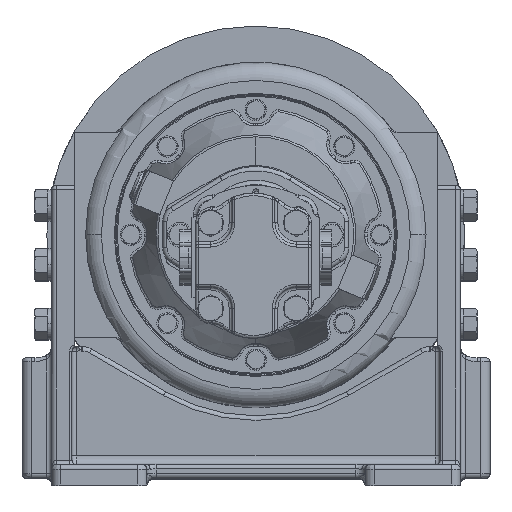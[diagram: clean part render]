
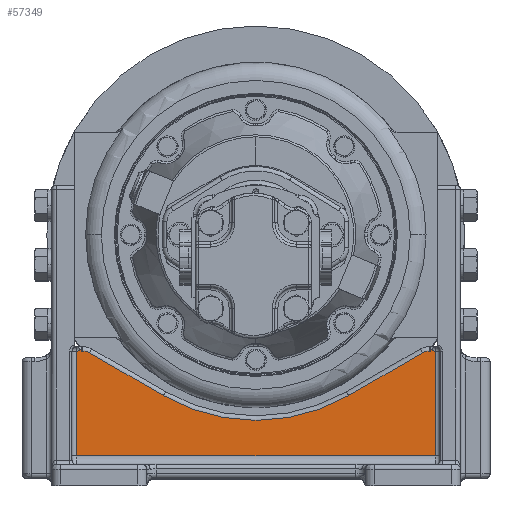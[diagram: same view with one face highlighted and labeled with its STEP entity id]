
A CAD part, top view. The second image highlights one B-rep face of the part: STEP entity #57349.
In plain terms, the highlighted planar face has unit normal (0, 0, 1).
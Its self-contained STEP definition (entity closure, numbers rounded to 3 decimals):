
#43337=DIRECTION('',(0.,1.,0.));
#43338=VECTOR('',#43337,2.875);
#43339=CARTESIAN_POINT('',(-4.933,-6.07,-1.11));
#43340=LINE('',#43339,#43338);
#43682=DIRECTION('',(-1.,0.,0.));
#43683=VECTOR('',#43682,9.875);
#43684=CARTESIAN_POINT('',(4.943,-6.07,-1.11));
#43685=LINE('',#43684,#43683);
#43731=CARTESIAN_POINT('',(4.943,-3.008,-1.11));
#43732=DIRECTION('',(0.,0.,-1.));
#43733=DIRECTION('',(0.,-1.,0.));
#43734=AXIS2_PLACEMENT_3D('',#43731,#43732,#43733);
#43736=CARTESIAN_POINT('',(-4.933,-3.008,-1.11));
#43737=DIRECTION('',(0.,0.,-1.));
#43738=DIRECTION('',(0.552,-0.834,0.));
#43739=AXIS2_PLACEMENT_3D('',#43736,#43737,#43738);
#43741=CARTESIAN_POINT('',(-4.762,-3.57,-1.11));
#43742=DIRECTION('',(0.,0.,1.));
#43743=DIRECTION('',(0.5,0.866,0.));
#43744=AXIS2_PLACEMENT_3D('',#43741,#43742,#43743);
#43746=DIRECTION('',(-0.866,0.5,0.));
#43747=VECTOR('',#43746,2.347);
#43748=CARTESIAN_POINT('',(-2.542,-4.419,-1.11));
#43749=LINE('',#43748,#43747);
#43750=CARTESIAN_POINT('',(0.005,-0.008,-1.11));
#43751=DIRECTION('',(0.,0.,-1.));
#43752=DIRECTION('',(0.5,-0.866,0.));
#43753=AXIS2_PLACEMENT_3D('',#43750,#43751,#43752);
#43755=DIRECTION('',(-0.866,-0.5,0.));
#43756=VECTOR('',#43755,2.347);
#43757=CARTESIAN_POINT('',(4.585,-3.245,
-1.11));
#43758=LINE('',#43757,#43756);
#43759=CARTESIAN_POINT('',(4.772,-3.57,-1.11));
#43760=DIRECTION('',(0.,0.,1.));
#43761=DIRECTION('',(0.,1.,0.));
#43762=AXIS2_PLACEMENT_3D('',#43759,#43760,#43761);
#43768=DIRECTION('',(1.,0.,0.));
#43769=VECTOR('',#43768,0.045);
#43770=CARTESIAN_POINT('',(4.772,-3.195,-1.11));
#43771=LINE('',#43770,#43769);
#44634=CARTESIAN_POINT('',(4.818,-3.195,-1.11));
#44635=CARTESIAN_POINT('',(4.82,-3.192,
-1.11));
#44636=CARTESIAN_POINT('',(4.825,-3.185,
-1.11));
#44637=CARTESIAN_POINT('',(4.832,-3.174,
-1.11));
#44638=CARTESIAN_POINT('',(4.837,-3.167,
-1.11));
#44639=CARTESIAN_POINT('',(4.839,-3.164,
-1.11));
#44753=DIRECTION('',(0.,-1.,0.));
#44754=VECTOR('',#44753,2.875);
#44755=CARTESIAN_POINT('',(4.943,-3.195,-1.11));
#44756=LINE('',#44755,#44754);
#47473=DIRECTION('',(1.,0.,0.));
#47474=VECTOR('',#47473,0.045);
#47475=CARTESIAN_POINT('',(-4.808,-3.195,-1.11));
#47476=LINE('',#47475,#47474);
#47492=CARTESIAN_POINT('',(-4.829,-3.164,
-1.11));
#47493=CARTESIAN_POINT('',(-4.827,-3.167,
-1.11));
#47494=CARTESIAN_POINT('',(-4.822,-3.174,
-1.11));
#47495=CARTESIAN_POINT('',(-4.815,-3.185,
-1.11));
#47496=CARTESIAN_POINT('',(-4.81,-3.192,
-1.11));
#47497=CARTESIAN_POINT('',(-4.808,-3.195,-1.11));
#49424=CARTESIAN_POINT('',(-4.933,-6.07,-1.11));
#49425=VERTEX_POINT('',#49424);
#49464=CARTESIAN_POINT('',(4.943,-6.07,-1.11));
#49465=VERTEX_POINT('',#49464);
#49559=CARTESIAN_POINT('',(-4.933,-3.195,-1.11));
#49560=VERTEX_POINT('',#49559);
#49611=CARTESIAN_POINT('',(4.943,-3.195,-1.11));
#49612=VERTEX_POINT('',#49611);
#49671=CARTESIAN_POINT('',(-4.829,-3.164,
-1.11));
#49672=VERTEX_POINT('',#49671);
#49743=CARTESIAN_POINT('',(2.552,-4.419,-1.11));
#49744=VERTEX_POINT('',#49743);
#49745=CARTESIAN_POINT('',(4.585,-3.245,
-1.11));
#49746=VERTEX_POINT('',#49745);
#49760=CARTESIAN_POINT('',(4.839,-3.164,
-1.11));
#49761=VERTEX_POINT('',#49760);
#49762=CARTESIAN_POINT('',(4.772,-3.195,-1.11));
#49763=CARTESIAN_POINT('',(4.818,-3.195,-1.11));
#49764=VERTEX_POINT('',#49762);
#49765=VERTEX_POINT('',#49763);
#49970=VERTEX_POINT('',#47497);
#50163=CARTESIAN_POINT('',(-2.542,-4.419,-1.11));
#50164=VERTEX_POINT('',#50163);
#50200=CARTESIAN_POINT('',(-4.762,-3.195,-1.11));
#50201=VERTEX_POINT('',#50200);
#50432=CARTESIAN_POINT('',(-4.575,-3.245,
-1.11));
#50433=VERTEX_POINT('',#50432);
#57316=CARTESIAN_POINT('',(5.068,2.011,-1.11));
#57317=DIRECTION('',(0.,0.,-1.));
#57318=DIRECTION('',(1.,0.,0.));
#57319=AXIS2_PLACEMENT_3D('',#57316,#57317,#57318);
#57320=PLANE('',#57319);
#57322=ORIENTED_EDGE('',*,*,#57321,.T.);
#57324=ORIENTED_EDGE('',*,*,#57323,.T.);
#57326=ORIENTED_EDGE('',*,*,#57325,.F.);
#57328=ORIENTED_EDGE('',*,*,#57327,.T.);
#57329=ORIENTED_EDGE('',*,*,#57263,.T.);
#57330=ORIENTED_EDGE('',*,*,#56220,.T.);
#57332=ORIENTED_EDGE('',*,*,#57331,.F.);
#57334=ORIENTED_EDGE('',*,*,#57333,.T.);
#57336=ORIENTED_EDGE('',*,*,#57335,.T.);
#57338=ORIENTED_EDGE('',*,*,#57337,.F.);
#57340=ORIENTED_EDGE('',*,*,#57339,.F.);
#57342=ORIENTED_EDGE('',*,*,#57341,.F.);
#57344=ORIENTED_EDGE('',*,*,#57343,.F.);
#57346=ORIENTED_EDGE('',*,*,#57345,.F.);
#57347=EDGE_LOOP('',(#57322,#57324,#57326,#57328,#57329,#57330,#57332,#57334,
#57336,#57338,#57340,#57342,#57344,#57346));
#57348=FACE_OUTER_BOUND('',#57347,.F.);
#43735=CIRCLE('',#43734,0.188);
#43740=CIRCLE('',#43739,0.188);
#43745=CIRCLE('',#43744,0.375);
#43754=CIRCLE('',#43753,5.094);
#43763=CIRCLE('',#43762,0.375);
#44640=B_SPLINE_CURVE_WITH_KNOTS('',3,(#44634,#44635,#44636,#44637,#44638,
#44639),.UNSPECIFIED.,.F.,.F.,(4,1,1,4),(0.,0.333,
0.667,1.),.UNSPECIFIED.);
#47498=B_SPLINE_CURVE_WITH_KNOTS('',3,(#47492,#47493,#47494,#47495,#47496,
#47497),.UNSPECIFIED.,.F.,.F.,(4,1,1,4),(0.,0.333,
0.667,1.),.UNSPECIFIED.);
#56220=EDGE_CURVE('',#49425,#49560,#43340,.T.);
#57263=EDGE_CURVE('',#49465,#49425,#43685,.T.);
#57321=EDGE_CURVE('',#49764,#49765,#43771,.T.);
#57323=EDGE_CURVE('',#49765,#49761,#44640,.T.);
#57325=EDGE_CURVE('',#49612,#49761,#43735,.T.);
#57327=EDGE_CURVE('',#49612,#49465,#44756,.T.);
#57331=EDGE_CURVE('',#49672,#49560,#43740,.T.);
#57333=EDGE_CURVE('',#49672,#49970,#47498,.T.);
#57335=EDGE_CURVE('',#49970,#50201,#47476,.T.);
#57337=EDGE_CURVE('',#50433,#50201,#43745,.T.);
#57339=EDGE_CURVE('',#50164,#50433,#43749,.T.);
#57341=EDGE_CURVE('',#49744,#50164,#43754,.T.);
#57343=EDGE_CURVE('',#49746,#49744,#43758,.T.);
#57345=EDGE_CURVE('',#49764,#49746,#43763,.T.);
#57349=ADVANCED_FACE('',(#57348),#57320,.F.);
